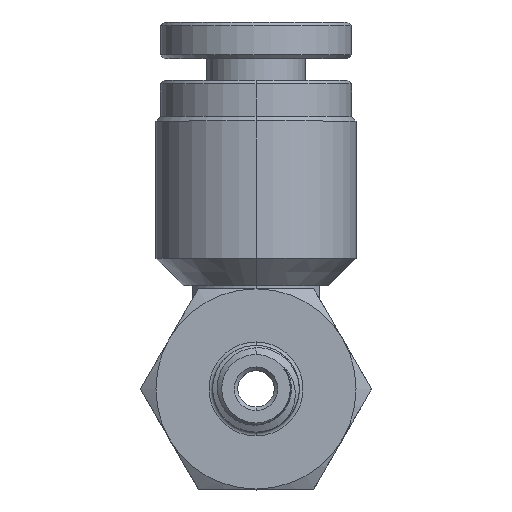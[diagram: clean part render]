
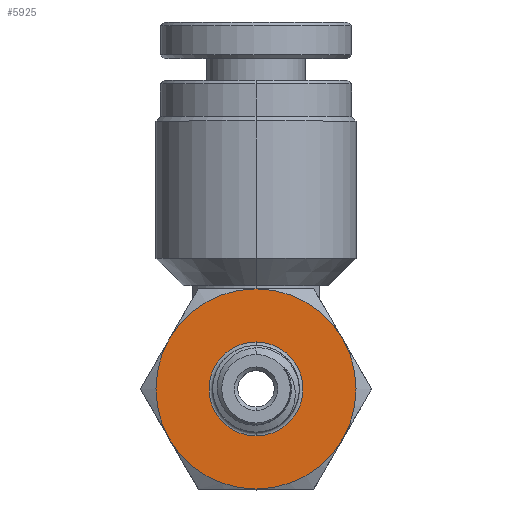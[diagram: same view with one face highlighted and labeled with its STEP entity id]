
A CAD part, top view. The second image highlights one B-rep face of the part: STEP entity #5925.
In plain terms, the highlighted planar face has unit normal (0, 0, 1).
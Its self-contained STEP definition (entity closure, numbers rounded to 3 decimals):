
#29 = DIRECTION ( 'NONE',  ( 0., 0., -1. ) ) ;
#418 = AXIS2_PLACEMENT_3D ( 'NONE', #11635, #29760, #14246 ) ;
#1117 = EDGE_CURVE ( 'NONE', #18047, #16345, #24410, .T. ) ;
#1516 = CARTESIAN_POINT ( 'NONE',  ( -4.763, -2.75, 10.76 ) ) ;
#1520 = DIRECTION ( 'NONE',  ( 0., 1., 0. ) ) ;
#1853 = EDGE_LOOP ( 'NONE', ( #10203, #8000 ) ) ;
#2076 = CIRCLE ( 'NONE', #27953, 5.5 ) ;
#2873 = AXIS2_PLACEMENT_3D ( 'NONE', #8912, #27022, #11511 ) ;
#4264 = CIRCLE ( 'NONE', #2873, 5.5 ) ;
#4328 = ORIENTED_EDGE ( 'NONE', *, *, #30239, .F. ) ;
#5057 = PLANE ( 'NONE',  #15663 ) ;
#5171 = DIRECTION ( 'NONE',  ( 0., 0., -1. ) ) ;
#5718 = CARTESIAN_POINT ( 'NONE',  ( 4.763, -2.75, 10.76 ) ) ;
#5925 = ADVANCED_FACE ( 'NONE', ( #30476, #24395 ), #5057, .F. ) ;
#6156 = CARTESIAN_POINT ( 'NONE',  ( 0., 0., 10.76 ) ) ;
#6694 = VERTEX_POINT ( 'NONE', #21377 ) ;
#6752 = ORIENTED_EDGE ( 'NONE', *, *, #16591, .F. ) ;
#8000 = ORIENTED_EDGE ( 'NONE', *, *, #16274, .T. ) ;
#8128 = CARTESIAN_POINT ( 'NONE',  ( 0., 2.581, 10.76 ) ) ;
#8532 = ORIENTED_EDGE ( 'NONE', *, *, #25631, .F. ) ;
#8783 = DIRECTION ( 'NONE',  ( 0., 1., 0. ) ) ;
#8912 = CARTESIAN_POINT ( 'NONE',  ( 0., 0., 10.76 ) ) ;
#9344 = DIRECTION ( 'NONE',  ( 0., 0., -1. ) ) ;
#10203 = ORIENTED_EDGE ( 'NONE', *, *, #32357, .T. ) ;
#10334 = CARTESIAN_POINT ( 'NONE',  ( 4.763, 2.75, 10.76 ) ) ;
#10404 = CARTESIAN_POINT ( 'NONE',  ( 0., -5.5, 10.76 ) ) ;
#10440 = VERTEX_POINT ( 'NONE', #23014 ) ;
#11445 = ORIENTED_EDGE ( 'NONE', *, *, #1117, .T. ) ;
#11489 = VERTEX_POINT ( 'NONE', #1516 ) ;
#11511 = DIRECTION ( 'NONE',  ( 0., 1., 0. ) ) ;
#11531 = CARTESIAN_POINT ( 'NONE',  ( 0., 0., 10.76 ) ) ;
#11635 = CARTESIAN_POINT ( 'NONE',  ( 0., 0., 10.76 ) ) ;
#11957 = EDGE_CURVE ( 'NONE', #6694, #22948, #4264, .T. ) ;
#12419 = EDGE_LOOP ( 'NONE', ( #8532, #18462, #4328, #6752, #11445, #26097 ) ) ;
#13257 = VERTEX_POINT ( 'NONE', #8128 ) ;
#14148 = DIRECTION ( 'NONE',  ( 0., 1., 0. ) ) ;
#14246 = DIRECTION ( 'NONE',  ( 0., 1., 0. ) ) ;
#15630 = CARTESIAN_POINT ( 'NONE',  ( 0., 0., 10.76 ) ) ;
#15663 = AXIS2_PLACEMENT_3D ( 'NONE', #20754, #5171, #23342 ) ;
#15744 = CIRCLE ( 'NONE', #17136, 5.5 ) ;
#16274 = EDGE_CURVE ( 'NONE', #10440, #13257, #19763, .T. ) ;
#16345 = VERTEX_POINT ( 'NONE', #5718 ) ;
#16591 = EDGE_CURVE ( 'NONE', #18047, #11489, #21709, .T. ) ;
#17135 = DIRECTION ( 'NONE',  ( 0., 0., -1. ) ) ;
#17136 = AXIS2_PLACEMENT_3D ( 'NONE', #11531, #29666, #14148 ) ;
#18033 = DIRECTION ( 'NONE',  ( 0., 0., 1. ) ) ;
#18047 = VERTEX_POINT ( 'NONE', #10404 ) ;
#18245 = DIRECTION ( 'NONE',  ( 0., 1., 0. ) ) ;
#18462 = ORIENTED_EDGE ( 'NONE', *, *, #11957, .F. ) ;
#19501 = EDGE_CURVE ( 'NONE', #20139, #16345, #21362, .T. ) ;
#19763 = CIRCLE ( 'NONE', #20511, 2.581 ) ;
#20139 = VERTEX_POINT ( 'NONE', #10334 ) ;
#20511 = AXIS2_PLACEMENT_3D ( 'NONE', #15630, #29, #18245 ) ;
#20647 = DIRECTION ( 'NONE',  ( 0., -1., 0. ) ) ;
#20754 = CARTESIAN_POINT ( 'NONE',  ( 0., 0., 10.76 ) ) ;
#21362 = CIRCLE ( 'NONE', #29470, 5.5 ) ;
#21377 = CARTESIAN_POINT ( 'NONE',  ( -4.763, 2.75, 10.76 ) ) ;
#21709 = CIRCLE ( 'NONE', #22662, 5.5 ) ;
#22662 = AXIS2_PLACEMENT_3D ( 'NONE', #24871, #9344, #27462 ) ;
#22948 = VERTEX_POINT ( 'NONE', #23721 ) ;
#23014 = CARTESIAN_POINT ( 'NONE',  ( 0., -2.581, 10.76 ) ) ;
#23342 = DIRECTION ( 'NONE',  ( 0., 1., 0. ) ) ;
#23721 = CARTESIAN_POINT ( 'NONE',  ( 0., 5.5, 10.76 ) ) ;
#24324 = DIRECTION ( 'NONE',  ( 0., 0., -1. ) ) ;
#24395 = FACE_OUTER_BOUND ( 'NONE', #12419, .T. ) ;
#24410 = CIRCLE ( 'NONE', #26118, 5.5 ) ;
#24871 = CARTESIAN_POINT ( 'NONE',  ( 0., 0., 10.76 ) ) ;
#25631 = EDGE_CURVE ( 'NONE', #22948, #20139, #2076, .T. ) ;
#26097 = ORIENTED_EDGE ( 'NONE', *, *, #19501, .F. ) ;
#26118 = AXIS2_PLACEMENT_3D ( 'NONE', #33594, #18033, #20647 ) ;
#27022 = DIRECTION ( 'NONE',  ( 0., 0., -1. ) ) ;
#27462 = DIRECTION ( 'NONE',  ( 0., 1., 0. ) ) ;
#27953 = AXIS2_PLACEMENT_3D ( 'NONE', #6156, #24324, #8783 ) ;
#28737 = CIRCLE ( 'NONE', #418, 2.581 ) ;
#29470 = AXIS2_PLACEMENT_3D ( 'NONE', #32692, #17135, #1520 ) ;
#29666 = DIRECTION ( 'NONE',  ( 0., 0., -1. ) ) ;
#29760 = DIRECTION ( 'NONE',  ( 0., 0., -1. ) ) ;
#30239 = EDGE_CURVE ( 'NONE', #11489, #6694, #15744, .T. ) ;
#30476 = FACE_BOUND ( 'NONE', #1853, .T. ) ;
#32357 = EDGE_CURVE ( 'NONE', #13257, #10440, #28737, .T. ) ;
#32692 = CARTESIAN_POINT ( 'NONE',  ( 0., 0., 10.76 ) ) ;
#33594 = CARTESIAN_POINT ( 'NONE',  ( 0., 0., 10.76 ) ) ;
